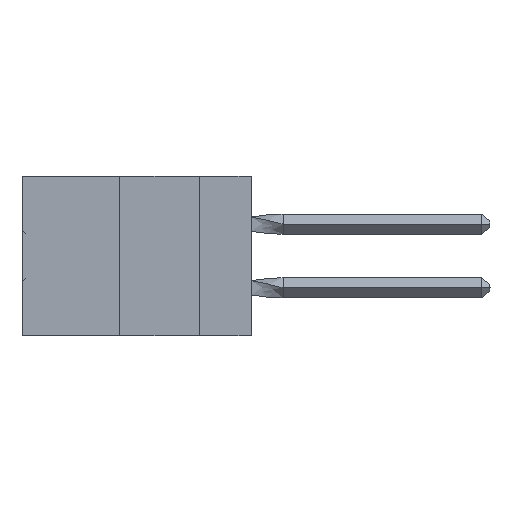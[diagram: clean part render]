
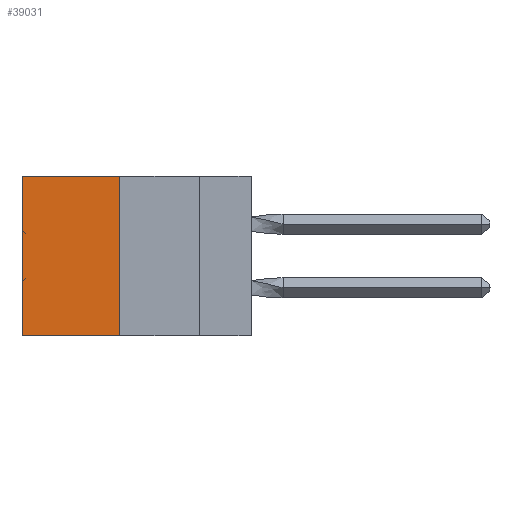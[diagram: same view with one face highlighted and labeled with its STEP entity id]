
A CAD part, left-side view. The second image highlights one B-rep face of the part: STEP entity #39031.
In plain terms, the highlighted planar face has unit normal (-1, 0, 0).
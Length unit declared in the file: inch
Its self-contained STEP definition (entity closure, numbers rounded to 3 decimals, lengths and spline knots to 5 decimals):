
#1258 = ORIENTED_EDGE ( 'NONE', *, *, #45060, .T. ) ;
#2584 = CARTESIAN_POINT ( 'NONE',  ( 0.305, 0.413, -0.5 ) ) ;
#4462 = LINE ( 'NONE', #46247, #60558 ) ;
#6137 = ORIENTED_EDGE ( 'NONE', *, *, #14964, .F. ) ;
#7435 = DIRECTION ( 'NONE',  ( 0., 1., 0. ) ) ;
#9152 = ORIENTED_EDGE ( 'NONE', *, *, #31351, .F. ) ;
#9413 = VECTOR ( 'NONE', #18058, 39.37008 ) ;
#9591 = PLANE ( 'NONE',  #20515 ) ;
#14960 = VECTOR ( 'NONE', #7435, 39.37008 ) ;
#14964 = EDGE_CURVE ( 'NONE', #34665, #17226, #28815, .T. ) ;
#16868 = CARTESIAN_POINT ( 'NONE',  ( 0.305, 0.413, 0. ) ) ;
#17226 = VERTEX_POINT ( 'NONE', #36511 ) ;
#18058 = DIRECTION ( 'NONE',  ( 0., 0., -1. ) ) ;
#20515 = AXIS2_PLACEMENT_3D ( 'NONE', #52859, #29195, #52429 ) ;
#28815 = LINE ( 'NONE', #56130, #9413 ) ;
#29195 = DIRECTION ( 'NONE',  ( 1., 0., 0. ) ) ;
#30846 = VECTOR ( 'NONE', #45321, 39.37008 ) ;
#31351 = EDGE_CURVE ( 'NONE', #17226, #32083, #32156, .T. ) ;
#31831 = DIRECTION ( 'NONE',  ( 0., 0., -1. ) ) ;
#32083 = VERTEX_POINT ( 'NONE', #58371 ) ;
#32156 = LINE ( 'NONE', #2584, #14960 ) ;
#33830 = CARTESIAN_POINT ( 'NONE',  ( 0.305, 0.72, 0. ) ) ;
#34665 = VERTEX_POINT ( 'NONE', #38299 ) ;
#36511 = CARTESIAN_POINT ( 'NONE',  ( 0.305, 0.413, -0.5 ) ) ;
#38299 = CARTESIAN_POINT ( 'NONE',  ( 0.305, 0.413, 0. ) ) ;
#39031 = ADVANCED_FACE ( 'NONE', ( #41186 ), #9591, .F. ) ;
#39228 = EDGE_CURVE ( 'NONE', #45301, #32083, #4462, .T. ) ;
#41186 = FACE_OUTER_BOUND ( 'NONE', #52220, .T. ) ;
#43547 = LINE ( 'NONE', #16868, #30846 ) ;
#43694 = ORIENTED_EDGE ( 'NONE', *, *, #39228, .T. ) ;
#45060 = EDGE_CURVE ( 'NONE', #34665, #45301, #43547, .T. ) ;
#45301 = VERTEX_POINT ( 'NONE', #33830 ) ;
#45321 = DIRECTION ( 'NONE',  ( 0., 1., 0. ) ) ;
#46247 = CARTESIAN_POINT ( 'NONE',  ( 0.305, 0.72, -0.5 ) ) ;
#52220 = EDGE_LOOP ( 'NONE', ( #43694, #9152, #6137, #1258 ) ) ;
#52429 = DIRECTION ( 'NONE',  ( 0., 0., -1. ) ) ;
#52859 = CARTESIAN_POINT ( 'NONE',  ( 0.305, 0.413, -0.5 ) ) ;
#56130 = CARTESIAN_POINT ( 'NONE',  ( 0.305, 0.413, -0.5 ) ) ;
#58371 = CARTESIAN_POINT ( 'NONE',  ( 0.305, 0.72, -0.5 ) ) ;
#60558 = VECTOR ( 'NONE', #31831, 39.37008 ) ;
